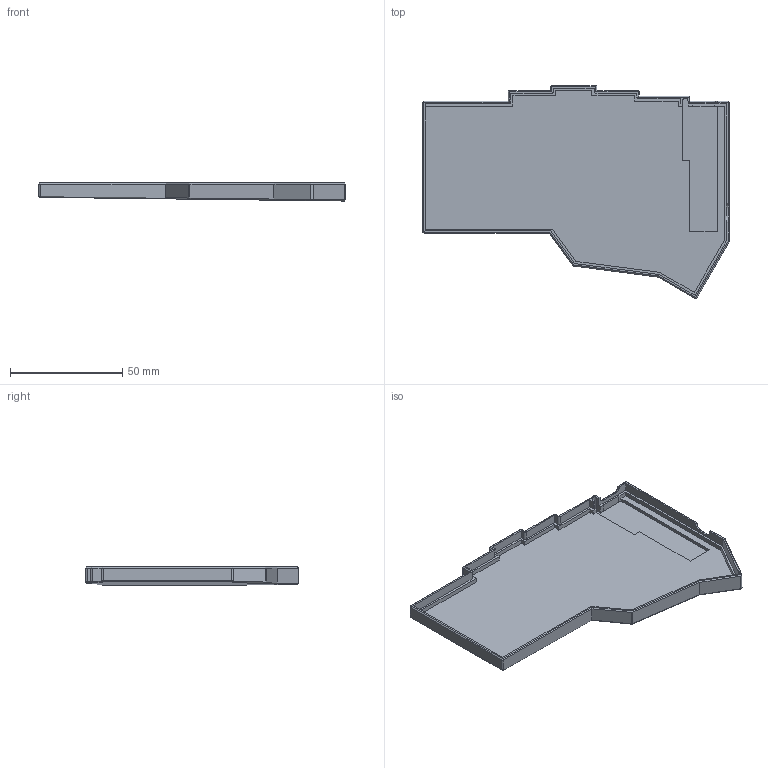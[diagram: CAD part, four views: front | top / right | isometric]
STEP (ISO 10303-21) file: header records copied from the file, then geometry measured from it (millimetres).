
FILE_DESCRIPTION(/* description */ (''),/* implementation_level */ '2;1');
FILE_NAME(/* name */ 'corne-chocoflan-case.step',/* time_stamp */ '2024-09-27T15:48:54+02:00',/* author */ (''),/* organization */ (''),/* preprocessor_version */ 'ST-DEVELOPER v20',/* originating_system */ 'Autodesk Translation Framework v13.14.0.145',/* authorisation */ '');
FILE_SCHEMA (('AUTOMOTIVE_DESIGN { 1 0 10303 214 3 1 1 }'));
Length unit declared in the file: millimetre
Products named in the file (1): Case
Bounding box: 136.6 x 94.94 x 8.06 mm (x, y, z)
Volume: 15107 mm3; surface area: 25152.5 mm2
Topology: 1 solids, 1 shells, 175 faces, 466 edges, 293 vertices
Faces by surface type: plane 118, cylinder 30, bspline 14, cone 13
Entity records: 5845 total; most frequent: CARTESIAN_POINT 1522, ORIENTED_EDGE 932, DIRECTION 826, EDGE_CURVE 466, LINE 376, VECTOR 376, VERTEX_POINT 293, AXIS2_PLACEMENT_3D 225
